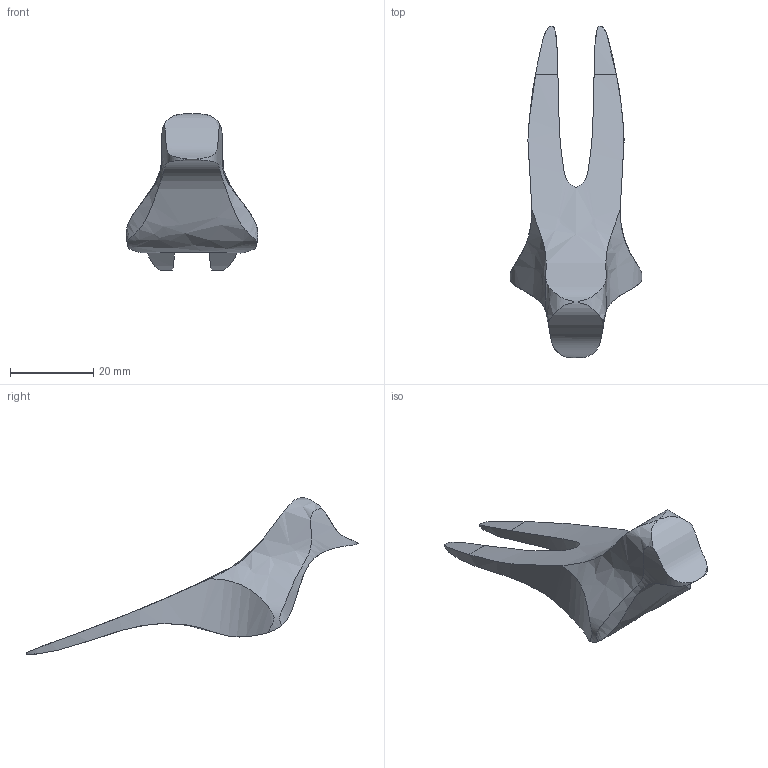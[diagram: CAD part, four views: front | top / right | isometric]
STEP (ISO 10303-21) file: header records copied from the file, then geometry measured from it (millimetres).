
FILE_DESCRIPTION ((), '1');
FILE_NAME ('28 Mai - Step.stp', '2019-05-28T20:50:39', ('Unknown'), ('Unknown'), 'HarmonyWare STEP v1.7.11', 'HarmonyWare Translators', '');
FILE_SCHEMA (('CONFIG_CONTROL_DESIGN'));
Length unit declared in the file: centimetre
Products named in the file (1): product-name
Bounding box: 31.69 x 79.8 x 37.58 mm (x, y, z)
Volume: 14585.9 mm3; surface area: 4940 mm2
Topology: 1 solids, 1 shells, 13 faces, 35 edges, 22 vertices
Faces by surface type: bspline 13
Entity records: 4330 total; most frequent: CARTESIAN_POINT 4023, ORIENTED_EDGE 66, B_SPLINE_CURVE_WITH_KNOTS 33, EDGE_CURVE 33, VERTEX_POINT 22, EDGE_LOOP 13, FACE_OUTER_BOUND 13, B_SPLINE_SURFACE_WITH_KNOTS 13
